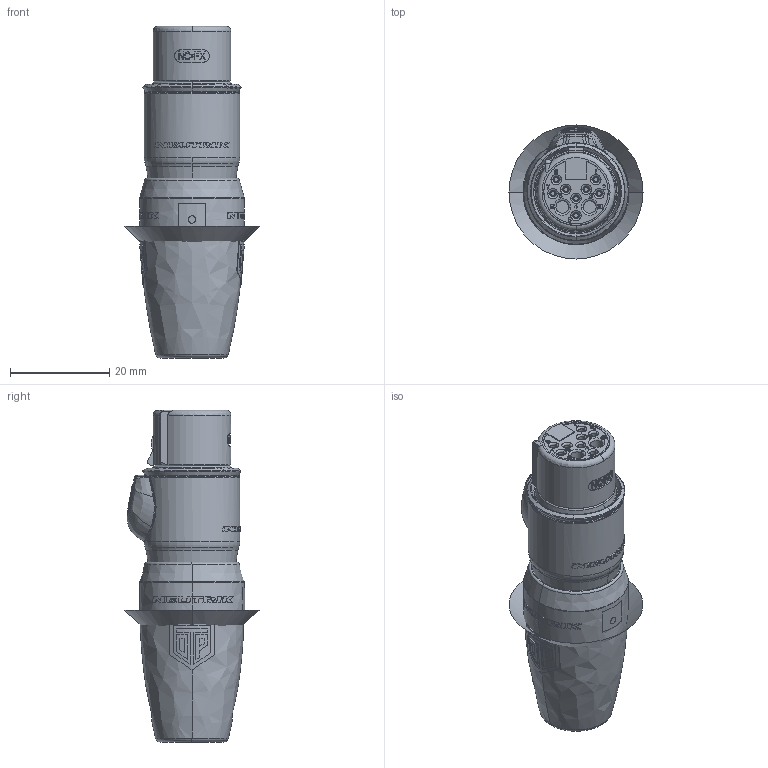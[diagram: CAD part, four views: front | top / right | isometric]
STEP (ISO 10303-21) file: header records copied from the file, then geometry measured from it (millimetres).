
FILE_DESCRIPTION((''),'2;1');
FILE_NAME('30009720','2022-06-15T08:54:50',('SYSTEM'),(''),'CREO PARAMETRIC BY PTC INC, 2021184','CREO PARAMETRIC BY PTC INC, 2021184','');
FILE_SCHEMA(('CONFIG_CONTROL_DESIGN'));
Length unit declared in the file: millimetre
Products named in the file (1): 30009720
Bounding box: 27.06 x 27.06 x 67.04 mm (x, y, z)
Volume: 18473.4 mm3; surface area: 7900.9 mm2
Topology: 1 solids, 7 shells, 1230 faces, 3295 edges, 2137 vertices
Faces by surface type: plane 701, bspline 337, cylinder 82, cone 56, torus 43, extrusion 10, sphere 1
Entity records: 56955 total; most frequent: CARTESIAN_POINT 28721, ORIENTED_EDGE 6562, DIRECTION 4744, EDGE_CURVE 3292, VERTEX_POINT 2137, VECTOR 1738, LINE 1728, AXIS2_PLACEMENT_3D 1503
